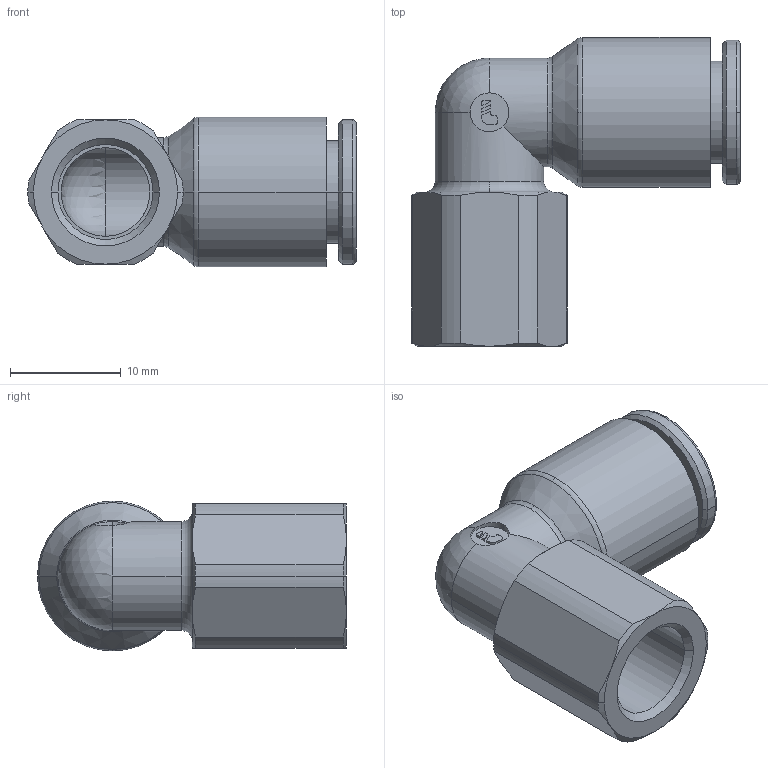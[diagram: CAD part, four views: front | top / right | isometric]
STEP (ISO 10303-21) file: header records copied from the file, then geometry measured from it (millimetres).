
FILE_DESCRIPTION(('STEP AP214'),'1');
FILE_NAME('3192_08_10.stp','2016-07-07T14:54:11',('TraceParts'),('TraceParts S.A.'),'Spatial InterOp 3D',' ',' ');
FILE_SCHEMA(('automotive_design'));
Length unit declared in the file: millimetre
Products named in the file (1): 1
Bounding box: 29.6 x 27.85 x 13.5 mm (x, y, z)
Volume: 2923.5 mm3; surface area: 3131.8 mm2
Topology: 1 solids, 1 shells, 93 faces, 234 edges, 147 vertices
Faces by surface type: cylinder 32, plane 29, cone 22, torus 8, sphere 2
Entity records: 2980 total; most frequent: CARTESIAN_POINT 720, DIRECTION 507, ORIENTED_EDGE 462, EDGE_CURVE 231, AXIS2_PLACEMENT_3D 210, VERTEX_POINT 147, CIRCLE 112, EDGE_LOOP 102
